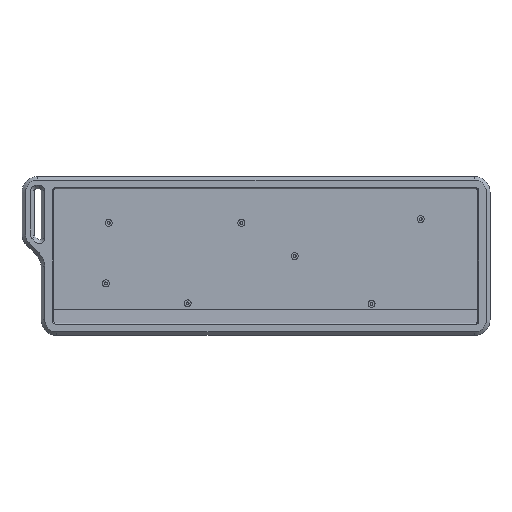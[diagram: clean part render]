
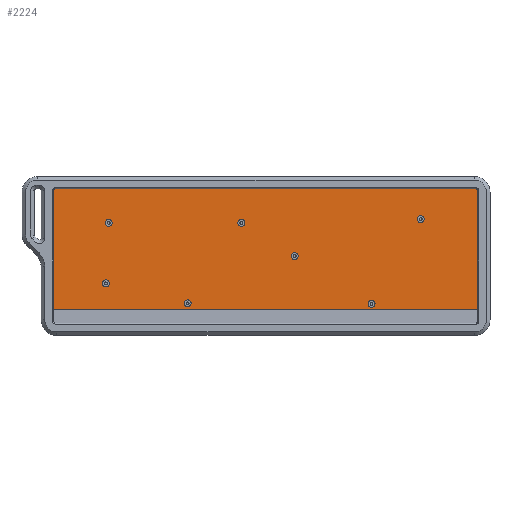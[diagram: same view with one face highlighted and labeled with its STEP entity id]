
A CAD part, top view. The second image highlights one B-rep face of the part: STEP entity #2224.
In plain terms, the highlighted planar face has unit normal (0, 0, 1).
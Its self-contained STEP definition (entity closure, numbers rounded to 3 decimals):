
#69=FACE_BOUND('',#331,.T.);
#70=FACE_BOUND('',#332,.T.);
#71=FACE_BOUND('',#333,.T.);
#72=FACE_BOUND('',#334,.T.);
#73=FACE_BOUND('',#335,.T.);
#74=FACE_BOUND('',#336,.T.);
#75=FACE_BOUND('',#337,.T.);
#105=PLANE('',#2398);
#182=FACE_OUTER_BOUND('',#330,.T.);
#330=EDGE_LOOP('',(#1550,#1551,#1552,#1553,#1554,#1555,#1556,#1557,#1558,
#1559));
#331=EDGE_LOOP('',(#1560));
#332=EDGE_LOOP('',(#1561));
#333=EDGE_LOOP('',(#1562));
#334=EDGE_LOOP('',(#1563));
#335=EDGE_LOOP('',(#1564));
#336=EDGE_LOOP('',(#1565));
#337=EDGE_LOOP('',(#1566));
#493=LINE('',#3346,#695);
#496=LINE('',#3360,#698);
#500=LINE('',#3368,#702);
#501=LINE('',#3372,#703);
#502=LINE('',#3374,#704);
#503=LINE('',#3376,#705);
#504=LINE('',#3378,#706);
#505=LINE('',#3380,#707);
#695=VECTOR('',#2661,10.);
#698=VECTOR('',#2676,10.);
#702=VECTOR('',#2682,10.);
#703=VECTOR('',#2685,10.);
#704=VECTOR('',#2686,10.);
#705=VECTOR('',#2687,10.);
#706=VECTOR('',#2688,10.);
#707=VECTOR('',#2689,10.);
#900=CIRCLE('',#2399,1.);
#901=CIRCLE('',#2400,1.);
#902=CIRCLE('',#2401,2.);
#903=CIRCLE('',#2402,2.);
#904=CIRCLE('',#2403,2.);
#905=CIRCLE('',#2404,2.);
#906=CIRCLE('',#2405,2.);
#907=CIRCLE('',#2406,2.);
#908=CIRCLE('',#2407,2.);
#1001=VERTEX_POINT('',#3343);
#1002=VERTEX_POINT('',#3345);
#1007=VERTEX_POINT('',#3359);
#1010=VERTEX_POINT('',#3367);
#1011=VERTEX_POINT('',#3369);
#1012=VERTEX_POINT('',#3371);
#1013=VERTEX_POINT('',#3373);
#1014=VERTEX_POINT('',#3375);
#1015=VERTEX_POINT('',#3377);
#1016=VERTEX_POINT('',#3379);
#1017=VERTEX_POINT('',#3382);
#1018=VERTEX_POINT('',#3384);
#1019=VERTEX_POINT('',#3386);
#1020=VERTEX_POINT('',#3388);
#1021=VERTEX_POINT('',#3390);
#1022=VERTEX_POINT('',#3392);
#1023=VERTEX_POINT('',#3394);
#1204=EDGE_CURVE('',#1002,#1001,#493,.T.);
#1210=EDGE_CURVE('',#1002,#1007,#496,.T.);
#1214=EDGE_CURVE('',#1010,#1001,#500,.T.);
#1215=EDGE_CURVE('',#1010,#1011,#900,.T.);
#1216=EDGE_CURVE('',#1012,#1011,#501,.T.);
#1217=EDGE_CURVE('',#1013,#1012,#502,.T.);
#1218=EDGE_CURVE('',#1013,#1014,#503,.T.);
#1219=EDGE_CURVE('',#1015,#1014,#504,.T.);
#1220=EDGE_CURVE('',#1016,#1015,#505,.T.);
#1221=EDGE_CURVE('',#1016,#1007,#901,.T.);
#1222=EDGE_CURVE('',#1017,#1017,#902,.T.);
#1223=EDGE_CURVE('',#1018,#1018,#903,.T.);
#1224=EDGE_CURVE('',#1019,#1019,#904,.T.);
#1225=EDGE_CURVE('',#1020,#1020,#905,.T.);
#1226=EDGE_CURVE('',#1021,#1021,#906,.T.);
#1227=EDGE_CURVE('',#1022,#1022,#907,.T.);
#1228=EDGE_CURVE('',#1023,#1023,#908,.T.);
#1550=ORIENTED_EDGE('',*,*,#1204,.T.);
#1551=ORIENTED_EDGE('',*,*,#1214,.F.);
#1552=ORIENTED_EDGE('',*,*,#1215,.T.);
#1553=ORIENTED_EDGE('',*,*,#1216,.F.);
#1554=ORIENTED_EDGE('',*,*,#1217,.F.);
#1555=ORIENTED_EDGE('',*,*,#1218,.T.);
#1556=ORIENTED_EDGE('',*,*,#1219,.F.);
#1557=ORIENTED_EDGE('',*,*,#1220,.F.);
#1558=ORIENTED_EDGE('',*,*,#1221,.T.);
#1559=ORIENTED_EDGE('',*,*,#1210,.F.);
#1560=ORIENTED_EDGE('',*,*,#1222,.T.);
#1561=ORIENTED_EDGE('',*,*,#1223,.T.);
#1562=ORIENTED_EDGE('',*,*,#1224,.T.);
#1563=ORIENTED_EDGE('',*,*,#1225,.T.);
#1564=ORIENTED_EDGE('',*,*,#1226,.T.);
#1565=ORIENTED_EDGE('',*,*,#1227,.T.);
#1566=ORIENTED_EDGE('',*,*,#1228,.T.);
#2224=ADVANCED_FACE('',(#182,#69,#70,#71,#72,#73,#74,#75),#105,.F.);
#2398=AXIS2_PLACEMENT_3D('',#3366,#2680,#2681);
#2399=AXIS2_PLACEMENT_3D('',#3370,#2683,#2684);
#2400=AXIS2_PLACEMENT_3D('',#3381,#2690,#2691);
#2401=AXIS2_PLACEMENT_3D('',#3383,#2692,#2693);
#2402=AXIS2_PLACEMENT_3D('',#3385,#2694,#2695);
#2403=AXIS2_PLACEMENT_3D('',#3387,#2696,#2697);
#2404=AXIS2_PLACEMENT_3D('',#3389,#2698,#2699);
#2405=AXIS2_PLACEMENT_3D('',#3391,#2700,#2701);
#2406=AXIS2_PLACEMENT_3D('',#3393,#2702,#2703);
#2407=AXIS2_PLACEMENT_3D('',#3395,#2704,#2705);
#2661=DIRECTION('',(1.,0.,0.));
#2676=DIRECTION('',(0.,1.,0.));
#2680=DIRECTION('center_axis',(0.,0.,-1.));
#2681=DIRECTION('ref_axis',(1.,0.,0.));
#2682=DIRECTION('',(0.,-1.,0.));
#2683=DIRECTION('center_axis',(0.,0.,1.));
#2684=DIRECTION('ref_axis',(0.707,0.707,0.));
#2685=DIRECTION('',(1.,0.,0.));
#2686=DIRECTION('',(0.,-1.,0.));
#2687=DIRECTION('',(-1.,0.,0.));
#2688=DIRECTION('',(0.,1.,0.));
#2689=DIRECTION('',(1.,0.,0.));
#2690=DIRECTION('center_axis',(0.,0.,1.));
#2691=DIRECTION('ref_axis',(-0.707,0.707,0.));
#2692=DIRECTION('center_axis',(0.,0.,-1.));
#2693=DIRECTION('ref_axis',(1.,0.,0.));
#2694=DIRECTION('center_axis',(0.,0.,-1.));
#2695=DIRECTION('ref_axis',(1.,0.,0.));
#2696=DIRECTION('center_axis',(0.,0.,-1.));
#2697=DIRECTION('ref_axis',(1.,0.,0.));
#2698=DIRECTION('center_axis',(0.,0.,-1.));
#2699=DIRECTION('ref_axis',(1.,0.,0.));
#2700=DIRECTION('center_axis',(0.,0.,-1.));
#2701=DIRECTION('ref_axis',(1.,0.,0.));
#2702=DIRECTION('center_axis',(0.,0.,-1.));
#2703=DIRECTION('ref_axis',(1.,0.,0.));
#2704=DIRECTION('center_axis',(0.,0.,-1.));
#2705=DIRECTION('ref_axis',(1.,0.,0.));
#3343=CARTESIAN_POINT('',(255.684,10.646,0.));
#3345=CARTESIAN_POINT('',(11.797,10.646,0.));
#3346=CARTESIAN_POINT('',(133.741,10.646,0.));
#3359=CARTESIAN_POINT('',(11.797,78.841,0.));
#3360=CARTESIAN_POINT('',(11.797,79.841,0.));
#3366=CARTESIAN_POINT('Origin',(133.741,41.241,0.));
#3367=CARTESIAN_POINT('',(255.684,78.841,0.));
#3368=CARTESIAN_POINT('',(255.684,2.641,0.));
#3369=CARTESIAN_POINT('',(254.684,79.841,0.));
#3370=CARTESIAN_POINT('Origin',(254.684,78.841,0.));
#3371=CARTESIAN_POINT('',(228.594,79.841,0.));
#3372=CARTESIAN_POINT('',(255.684,79.841,0.));
#3373=CARTESIAN_POINT('',(228.594,82.839,0.));
#3374=CARTESIAN_POINT('',(228.594,60.541,0.));
#3375=CARTESIAN_POINT('',(222.244,82.839,0.));
#3376=CARTESIAN_POINT('',(179.58,82.839,0.));
#3377=CARTESIAN_POINT('',(222.244,79.841,0.));
#3378=CARTESIAN_POINT('',(222.244,60.541,0.));
#3379=CARTESIAN_POINT('',(12.797,79.841,0.));
#3380=CARTESIAN_POINT('',(255.684,79.841,0.));
#3381=CARTESIAN_POINT('Origin',(12.797,78.841,0.));
#3382=CARTESIAN_POINT('',(220.872,62.417,0.));
#3383=CARTESIAN_POINT('Origin',(222.872,62.417,0.));
#3384=CARTESIAN_POINT('',(40.022,25.517,0.));
#3385=CARTESIAN_POINT('Origin',(42.022,25.517,0.));
#3386=CARTESIAN_POINT('',(117.822,60.291,0.));
#3387=CARTESIAN_POINT('Origin',(119.822,60.291,0.));
#3388=CARTESIAN_POINT('',(148.472,41.241,0.));
#3389=CARTESIAN_POINT('Origin',(150.472,41.241,0.));
#3390=CARTESIAN_POINT('',(41.622,60.291,0.));
#3391=CARTESIAN_POINT('Origin',(43.622,60.291,0.));
#3392=CARTESIAN_POINT('',(192.622,13.782,0.));
#3393=CARTESIAN_POINT('Origin',(194.622,13.782,0.));
#3394=CARTESIAN_POINT('',(86.972,14.067,0.));
#3395=CARTESIAN_POINT('Origin',(88.972,14.067,0.));
